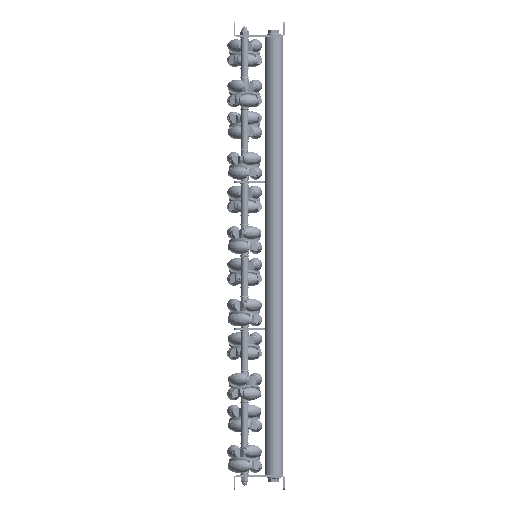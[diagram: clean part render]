
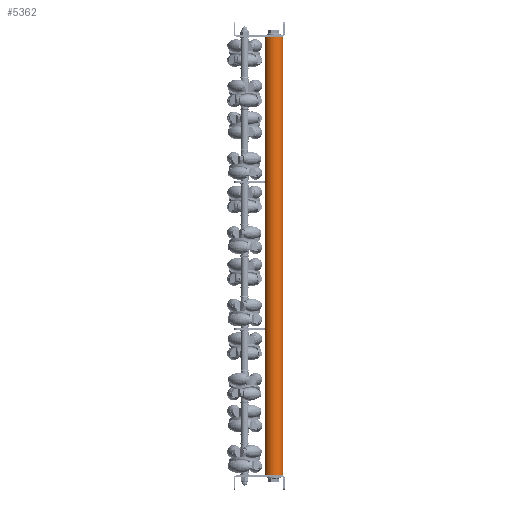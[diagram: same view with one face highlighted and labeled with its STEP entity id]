
A CAD part, left-side view. The second image highlights one B-rep face of the part: STEP entity #5362.
In plain terms, the highlighted cylindrical face has radius 12.5 mm (diameter 25 mm), a partial arc.
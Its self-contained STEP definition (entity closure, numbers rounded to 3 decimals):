
#470 = VERTEX_POINT ( 'NONE', #9966 ) ;
#810 = VECTOR ( 'NONE', #4776, 1000. ) ;
#1176 = DIRECTION ( 'NONE',  ( -1., 0., 0. ) ) ;
#1296 = ORIENTED_EDGE ( 'NONE', *, *, #13692, .T. ) ;
#1964 = CARTESIAN_POINT ( 'NONE',  ( 599., 0., 0. ) ) ;
#2327 = DIRECTION ( 'NONE',  ( 0., 0., 1. ) ) ;
#2988 = ORIENTED_EDGE ( 'NONE', *, *, #17955, .F. ) ;
#3015 = AXIS2_PLACEMENT_3D ( 'NONE', #8163, #1176, #2327 ) ;
#3356 = CIRCLE ( 'NONE', #9788, 12.5 ) ;
#4385 = EDGE_CURVE ( 'NONE', #14391, #17073, #12034, .T. ) ;
#4776 = DIRECTION ( 'NONE',  ( -1., 0., 0. ) ) ;
#4949 = VERTEX_POINT ( 'NONE', #7012 ) ;
#5362 = ADVANCED_FACE ( 'NONE', ( #12824 ), #12632, .T. ) ;
#6347 = DIRECTION ( 'NONE',  ( 0., 0., -1. ) ) ;
#6811 = ORIENTED_EDGE ( 'NONE', *, *, #16180, .T. ) ;
#7012 = CARTESIAN_POINT ( 'NONE',  ( 1., 0., -12.5 ) ) ;
#7227 = CARTESIAN_POINT ( 'NONE',  ( 1., 0., 12.5 ) ) ;
#8163 = CARTESIAN_POINT ( 'NONE',  ( 600., 0., 0. ) ) ;
#9788 = AXIS2_PLACEMENT_3D ( 'NONE', #1964, #17917, #6347 ) ;
#9854 = CARTESIAN_POINT ( 'NONE',  ( 1., 0., 0. ) ) ;
#9966 = CARTESIAN_POINT ( 'NONE',  ( 599., 0., -12.5 ) ) ;
#10045 = AXIS2_PLACEMENT_3D ( 'NONE', #9854, #16899, #16991 ) ;
#11940 = VECTOR ( 'NONE', #18372, 1000. ) ;
#12034 = LINE ( 'NONE', #17675, #810 ) ;
#12191 = EDGE_LOOP ( 'NONE', ( #2988, #6811, #12359, #1296 ) ) ;
#12359 = ORIENTED_EDGE ( 'NONE', *, *, #4385, .T. ) ;
#12632 = CYLINDRICAL_SURFACE ( 'NONE', #3015, 12.5 ) ;
#12824 = FACE_OUTER_BOUND ( 'NONE', #12191, .T. ) ;
#12917 = CIRCLE ( 'NONE', #10045, 12.5 ) ;
#13692 = EDGE_CURVE ( 'NONE', #17073, #4949, #12917, .T. ) ;
#14391 = VERTEX_POINT ( 'NONE', #15306 ) ;
#15306 = CARTESIAN_POINT ( 'NONE',  ( 599., 0., 12.5 ) ) ;
#15591 = CARTESIAN_POINT ( 'NONE',  ( 600., 0., -12.5 ) ) ;
#16180 = EDGE_CURVE ( 'NONE', #470, #14391, #3356, .T. ) ;
#16899 = DIRECTION ( 'NONE',  ( 1., 0., 0. ) ) ;
#16991 = DIRECTION ( 'NONE',  ( 0., 0., -1. ) ) ;
#17073 = VERTEX_POINT ( 'NONE', #7227 ) ;
#17217 = LINE ( 'NONE', #15591, #11940 ) ;
#17675 = CARTESIAN_POINT ( 'NONE',  ( 600., 0., 12.5 ) ) ;
#17917 = DIRECTION ( 'NONE',  ( -1., 0., 0. ) ) ;
#17955 = EDGE_CURVE ( 'NONE', #470, #4949, #17217, .T. ) ;
#18372 = DIRECTION ( 'NONE',  ( -1., 0., 0. ) ) ;
